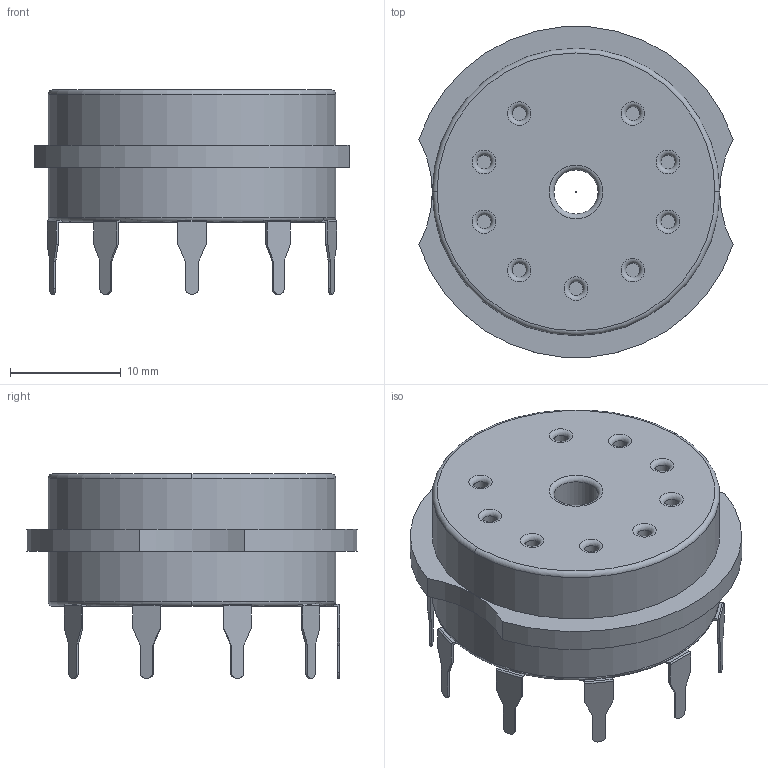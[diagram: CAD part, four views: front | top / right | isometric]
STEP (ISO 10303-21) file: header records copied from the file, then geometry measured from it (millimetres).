
FILE_DESCRIPTION(/* description */ ('model of Valve_Magnoval-B9D_Dongxin-GZC9-Y-2_Socket'),/* implementation_level */ '2;1');
FILE_NAME(/* name */ 'Valve_Magnoval-B9D_Dongxin-GZC9-Y-2_Socket.step',/* time_stamp */ '2018-12-04T20:22:41',/* author */ ('kicad StepUp','ksu'),/* organization */ ('FreeCAD'),/* preprocessor_version */ 'OCC',/* originating_system */ 'kicad StepUp',/* authorisation */ '');
FILE_SCHEMA(('AUTOMOTIVE_DESIGN { 1 0 10303 214 1 1 1 1 }'));
Length unit declared in the file: millimetre
Products named in the file (1): Valve_Magnoval_B9D_Dongxin_GZC9_Y_2_Socket
Bounding box: 28.43 x 29.9 x 18.5 mm (x, y, z)
Volume: 6466.5 mm3; surface area: 2921.6 mm2
Topology: 2 solids, 2 shells, 184 faces, 476 edges, 305 vertices
Faces by surface type: plane 125, cylinder 44, torus 15
Full cylindrical faces by diameter (mm): 0.1 x1, 1.27 x9, 4 x1, 26 x2
Entity records: 7169 total; most frequent: CARTESIAN_POINT 1274, DIRECTION 979, ORIENTED_EDGE 952, EDGE_CURVE 476, AXIS2_PLACEMENT_3D 338, VERTEX_POINT 305, LINE 303, VECTOR 303
